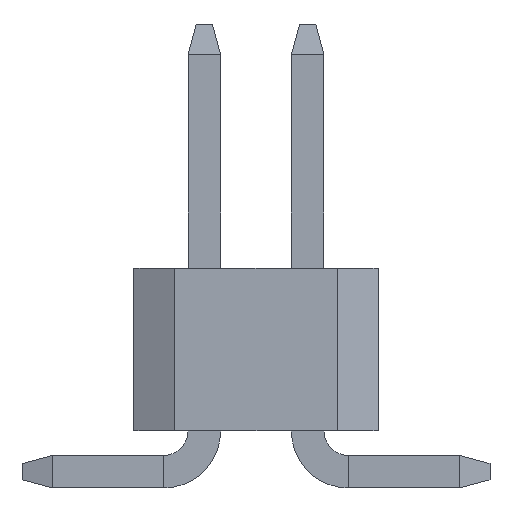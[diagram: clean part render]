
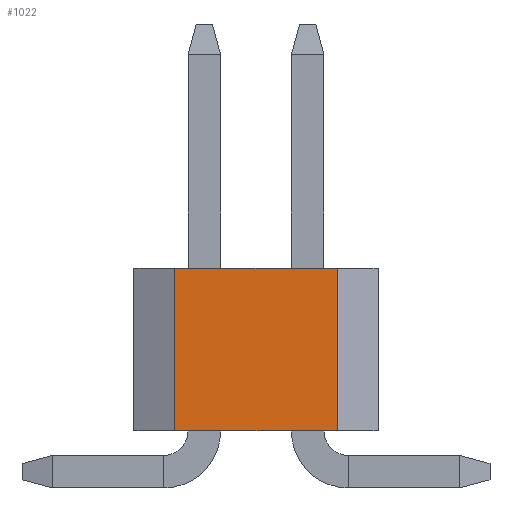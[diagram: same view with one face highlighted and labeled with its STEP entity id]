
A CAD part, left-side view. The second image highlights one B-rep face of the part: STEP entity #1022.
In plain terms, the highlighted planar face has unit normal (-1, 0, 0).
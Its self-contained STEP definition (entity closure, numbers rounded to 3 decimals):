
#42 = CARTESIAN_POINT ( 'NONE',  ( -12.7, -1., 0. ) ) ;
#246 = ORIENTED_EDGE ( 'NONE', *, *, #7062, .F. ) ;
#557 = VERTEX_POINT ( 'NONE', #4021 ) ;
#672 = VECTOR ( 'NONE', #8301, 1000. ) ;
#1022 = ADVANCED_FACE ( 'NONE', ( #8677 ), #4391, .F. ) ;
#1112 = VERTEX_POINT ( 'NONE', #2958 ) ;
#1199 = CARTESIAN_POINT ( 'NONE',  ( -12.7, 1., -0.5 ) ) ;
#1343 = LINE ( 'NONE', #3335, #8788 ) ;
#1523 = VECTOR ( 'NONE', #3275, 1000. ) ;
#2093 = CARTESIAN_POINT ( 'NONE',  ( -12.7, 1., 2. ) ) ;
#2635 = EDGE_CURVE ( 'NONE', #557, #7910, #4635, .T. ) ;
#2958 = CARTESIAN_POINT ( 'NONE',  ( -12.7, -1., 2. ) ) ;
#3275 = DIRECTION ( 'NONE',  ( 0., 0., 1. ) ) ;
#3278 = ORIENTED_EDGE ( 'NONE', *, *, #2635, .F. ) ;
#3335 = CARTESIAN_POINT ( 'NONE',  ( -12.7, -1., -0.5 ) ) ;
#3918 = EDGE_CURVE ( 'NONE', #8249, #1112, #1343, .T. ) ;
#4021 = CARTESIAN_POINT ( 'NONE',  ( -12.7, 1., 0. ) ) ;
#4315 = CARTESIAN_POINT ( 'NONE',  ( -12.7, -1.5, 2. ) ) ;
#4391 = PLANE ( 'NONE',  #5869 ) ;
#4515 = EDGE_CURVE ( 'NONE', #557, #8249, #7072, .T. ) ;
#4635 = LINE ( 'NONE', #1199, #1523 ) ;
#4670 = ORIENTED_EDGE ( 'NONE', *, *, #3918, .T. ) ;
#4873 = LINE ( 'NONE', #4315, #7135 ) ;
#5210 = DIRECTION ( 'NONE',  ( 0., 0., -1. ) ) ;
#5516 = DIRECTION ( 'NONE',  ( 0., 0., 1. ) ) ;
#5548 = DIRECTION ( 'NONE',  ( 0., -1., 0. ) ) ;
#5869 = AXIS2_PLACEMENT_3D ( 'NONE', #7173, #6538, #5210 ) ;
#6115 = ORIENTED_EDGE ( 'NONE', *, *, #4515, .T. ) ;
#6538 = DIRECTION ( 'NONE',  ( 1., 0., 0. ) ) ;
#6939 = CARTESIAN_POINT ( 'NONE',  ( -12.7, -1.5, 0. ) ) ;
#7062 = EDGE_CURVE ( 'NONE', #7910, #1112, #4873, .T. ) ;
#7072 = LINE ( 'NONE', #6939, #672 ) ;
#7135 = VECTOR ( 'NONE', #5548, 1000. ) ;
#7173 = CARTESIAN_POINT ( 'NONE',  ( -12.7, -1.5, 2. ) ) ;
#7910 = VERTEX_POINT ( 'NONE', #2093 ) ;
#8249 = VERTEX_POINT ( 'NONE', #42 ) ;
#8301 = DIRECTION ( 'NONE',  ( 0., -1., 0. ) ) ;
#8361 = EDGE_LOOP ( 'NONE', ( #6115, #4670, #246, #3278 ) ) ;
#8677 = FACE_OUTER_BOUND ( 'NONE', #8361, .T. ) ;
#8788 = VECTOR ( 'NONE', #5516, 1000. ) ;
